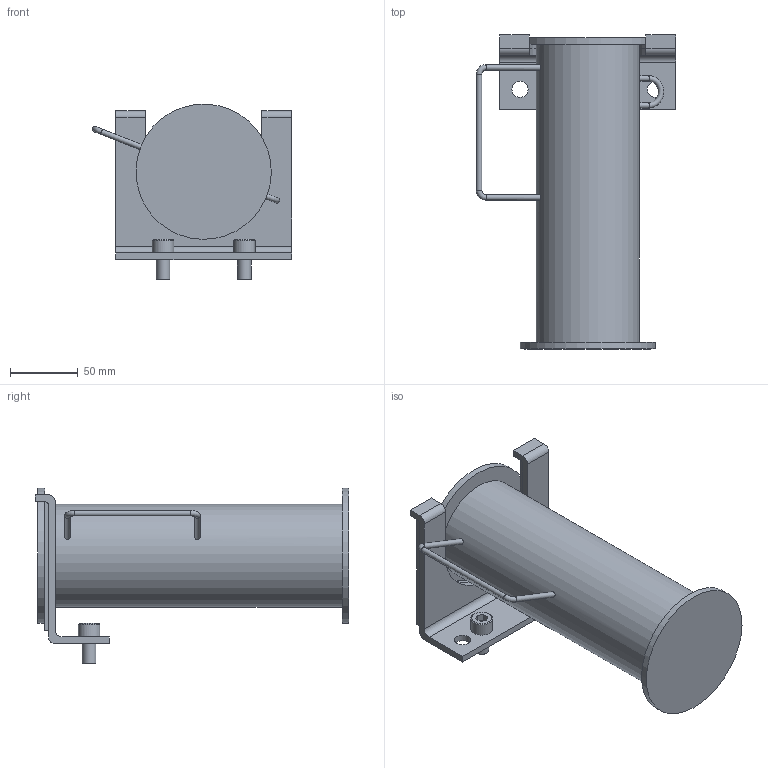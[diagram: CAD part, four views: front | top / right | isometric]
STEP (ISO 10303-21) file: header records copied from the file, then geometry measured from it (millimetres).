
FILE_DESCRIPTION (( 'STEP AP203' ), '1' );
FILE_NAME ('30W71-安全桿+YOCBR20-安全桿座.STEP', '2023-11-03T01:38:32', ( '' ), ( '' ), 'SwSTEP 2.0', 'SolidWorks 2018', '' );
FILE_SCHEMA (( 'CONFIG_CONTROL_DESIGN' ));
Length unit declared in the file: millimetre
Products named in the file (4): 30W71-安全桿+YOCBR20-安全桿座; 複製 of SBA10020-六角孔螺栓^30W71-安全桿+YOCBR20-安全桿座_SBA10020-六角孔螺栓; 複製 of 30W71-安全桿^30W71-安全桿+YOCBR20-安全桿座; 複製 of OCBR20-安全桿座^30W71-安全桿+YOCBR20-安全桿座
Assembly tree (4 placements, depth 2):
  30W71-安全桿+YOCBR20-安全桿座
    複製 of OCBR20-安全桿座^30W71-安全桿+YOCBR20-安全桿座
    複製 of 30W71-安全桿^30W71-安全桿+YOCBR20-安全桿座
    複製 of SBA10020-六角孔螺栓^30W71-安全桿+YOCBR20-安全桿座_SBA10020-六角孔螺栓  x2
Bounding box: 147.23 x 232 x 129.99 mm (x, y, z)
Volume: 416699.7 mm3; surface area: 180834.7 mm2
Topology: 6 solids, 7 shells, 88 faces, 192 edges, 126 vertices
Faces by surface type: plane 52, cylinder 29, cone 4, torus 3
Full cylindrical faces by diameter (mm): 4 x7, 10 x2, 12 x4, 16 x2, 66.3 x1, 76.3 x1, 100 x2
Entity records: 2574 total; most frequent: CARTESIAN_POINT 543, DIRECTION 348, ORIENTED_EDGE 276, EDGE_CURVE 138, AXIS2_PLACEMENT_3D 133, EDGE_LOOP 112, VERTEX_POINT 104, FACE_OUTER_BOUND 94
